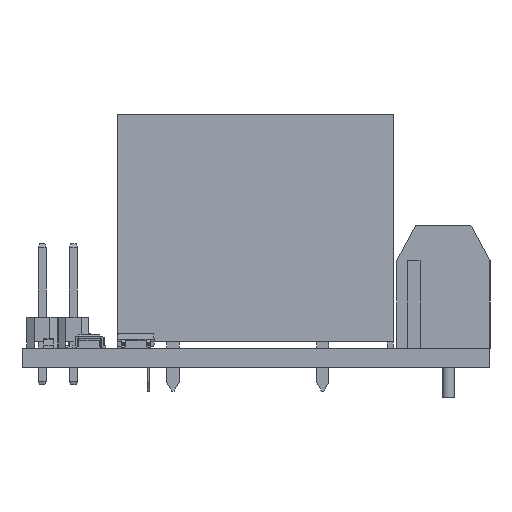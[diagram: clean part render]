
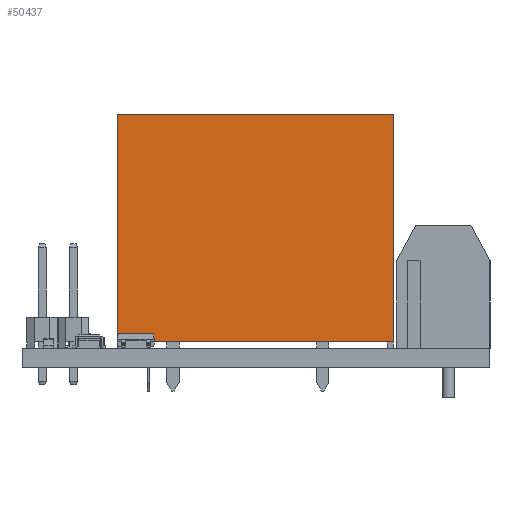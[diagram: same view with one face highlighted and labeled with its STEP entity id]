
A CAD part, front view. The second image highlights one B-rep face of the part: STEP entity #50437.
In plain terms, the highlighted planar face has unit normal (0, -1, 0).
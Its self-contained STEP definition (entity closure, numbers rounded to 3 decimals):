
#616 = VECTOR ( 'NONE', #40638, 1000. ) ;
#2270 = VECTOR ( 'NONE', #6200, 1000. ) ;
#6200 = DIRECTION ( 'NONE',  ( 0., 0., -1. ) ) ;
#6808 = DIRECTION ( 'NONE',  ( -1., 0., 0. ) ) ;
#7806 = ORIENTED_EDGE ( 'NONE', *, *, #53716, .T. ) ;
#7863 = DIRECTION ( 'NONE',  ( 0., 1., 0. ) ) ;
#10285 = CARTESIAN_POINT ( 'NONE',  ( 30.237, 10.292, 20.575 ) ) ;
#15251 = LINE ( 'NONE', #64868, #40730 ) ;
#17072 = LINE ( 'NONE', #44100, #37803 ) ;
#17409 = ORIENTED_EDGE ( 'NONE', *, *, #34976, .F. ) ;
#18521 = CARTESIAN_POINT ( 'NONE',  ( 7.737, 10.292, 20.575 ) ) ;
#19124 = ORIENTED_EDGE ( 'NONE', *, *, #49110, .F. ) ;
#23912 = VERTEX_POINT ( 'NONE', #31886 ) ;
#25770 = VERTEX_POINT ( 'NONE', #64260 ) ;
#26590 = AXIS2_PLACEMENT_3D ( 'NONE', #45157, #7863, #39860 ) ;
#26907 = PLANE ( 'NONE',  #26590 ) ;
#29822 = CARTESIAN_POINT ( 'NONE',  ( 7.737, 10.292, 20.575 ) ) ;
#31454 = VERTEX_POINT ( 'NONE', #10285 ) ;
#31886 = CARTESIAN_POINT ( 'NONE',  ( 7.737, 10.292, 2.075 ) ) ;
#32301 = LINE ( 'NONE', #53763, #2270 ) ;
#34662 = LINE ( 'NONE', #18521, #616 ) ;
#34720 = EDGE_CURVE ( 'NONE', #25770, #23912, #17072, .T. ) ;
#34976 = EDGE_CURVE ( 'NONE', #31454, #25770, #15251, .T. ) ;
#37803 = VECTOR ( 'NONE', #6808, 1000. ) ;
#39860 = DIRECTION ( 'NONE',  ( 0., 0., 1. ) ) ;
#40638 = DIRECTION ( 'NONE',  ( 1., 0., 0. ) ) ;
#40730 = VECTOR ( 'NONE', #64519, 1000. ) ;
#41124 = VERTEX_POINT ( 'NONE', #29822 ) ;
#44100 = CARTESIAN_POINT ( 'NONE',  ( 30.237, 10.292, 2.075 ) ) ;
#45157 = CARTESIAN_POINT ( 'NONE',  ( 7.737, 10.292, 20.575 ) ) ;
#48480 = ORIENTED_EDGE ( 'NONE', *, *, #34720, .F. ) ;
#49110 = EDGE_CURVE ( 'NONE', #41124, #31454, #34662, .T. ) ;
#50437 = ADVANCED_FACE ( 'NONE', ( #60709 ), #26907, .F. ) ;
#53716 = EDGE_CURVE ( 'NONE', #41124, #23912, #32301, .T. ) ;
#53763 = CARTESIAN_POINT ( 'NONE',  ( 7.737, 10.292, 20.575 ) ) ;
#54072 = EDGE_LOOP ( 'NONE', ( #48480, #17409, #19124, #7806 ) ) ;
#60709 = FACE_OUTER_BOUND ( 'NONE', #54072, .T. ) ;
#64260 = CARTESIAN_POINT ( 'NONE',  ( 30.237, 10.292, 2.075 ) ) ;
#64519 = DIRECTION ( 'NONE',  ( 0., 0., -1. ) ) ;
#64868 = CARTESIAN_POINT ( 'NONE',  ( 30.237, 10.292, 20.575 ) ) ;
